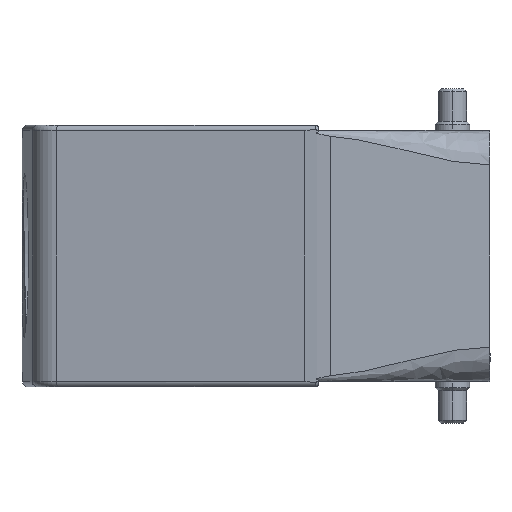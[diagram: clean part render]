
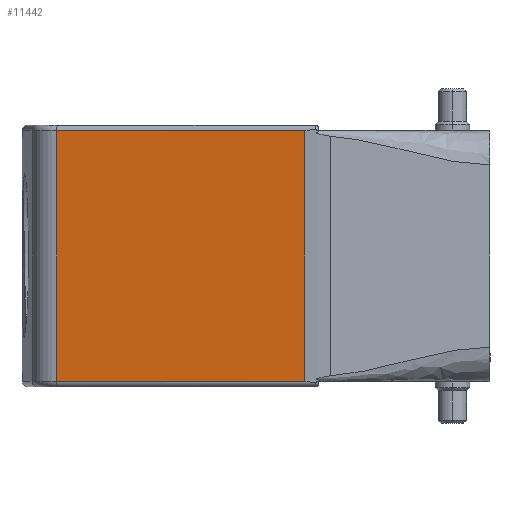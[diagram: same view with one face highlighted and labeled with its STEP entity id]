
A CAD part, left-side view. The second image highlights one B-rep face of the part: STEP entity #11442.
In plain terms, the highlighted planar face has unit normal (-0.989, 0.146, 0).
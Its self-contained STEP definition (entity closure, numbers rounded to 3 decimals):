
#1169 = CARTESIAN_POINT ( 'NONE',  ( -53.582, 74.877, 21.625 ) ) ;
#2369 = EDGE_CURVE ( 'NONE', #7606, #3350, #3134, .T. ) ;
#2426 = FACE_OUTER_BOUND ( 'NONE', #8658, .T. ) ;
#2716 = CARTESIAN_POINT ( 'NONE',  ( -60.25, 29.8, -31.205 ) ) ;
#2823 = AXIS2_PLACEMENT_3D ( 'NONE', #2716, #10177, #3776 ) ;
#3083 = VECTOR ( 'NONE', #13259, 1000. ) ;
#3134 = LINE ( 'NONE', #3199, #11287 ) ;
#3199 = CARTESIAN_POINT ( 'NONE',  ( -53., 78.814, 21.625 ) ) ;
#3328 = CARTESIAN_POINT ( 'NONE',  ( -53.582, 74.877, -21.625 ) ) ;
#3350 = VERTEX_POINT ( 'NONE', #1169 ) ;
#3776 = DIRECTION ( 'NONE',  ( 0.146, 0.989, 0. ) ) ;
#4096 = ORIENTED_EDGE ( 'NONE', *, *, #13422, .T. ) ;
#4611 = VECTOR ( 'NONE', #9597, 1000. ) ;
#4613 = VECTOR ( 'NONE', #5068, 1000. ) ;
#5068 = DIRECTION ( 'NONE',  ( -0.146, -0.989, 0. ) ) ;
#6245 = LINE ( 'NONE', #8986, #3083 ) ;
#6733 = VERTEX_POINT ( 'NONE', #3328 ) ;
#7467 = LINE ( 'NONE', #12508, #4613 ) ;
#7606 = VERTEX_POINT ( 'NONE', #10831 ) ;
#7795 = LINE ( 'NONE', #8529, #4611 ) ;
#7904 = EDGE_CURVE ( 'NONE', #8085, #7606, #6245, .T. ) ;
#8085 = VERTEX_POINT ( 'NONE', #13679 ) ;
#8407 = ORIENTED_EDGE ( 'NONE', *, *, #2369, .T. ) ;
#8529 = CARTESIAN_POINT ( 'NONE',  ( -53.582, 74.877, -31.205 ) ) ;
#8583 = ORIENTED_EDGE ( 'NONE', *, *, #7904, .T. ) ;
#8658 = EDGE_LOOP ( 'NONE', ( #4096, #8583, #8407, #10022 ) ) ;
#8986 = CARTESIAN_POINT ( 'NONE',  ( -59.927, 31.983, -31.205 ) ) ;
#9281 = EDGE_CURVE ( 'NONE', #3350, #6733, #7795, .T. ) ;
#9597 = DIRECTION ( 'NONE',  ( 0., 0., -1. ) ) ;
#10022 = ORIENTED_EDGE ( 'NONE', *, *, #9281, .T. ) ;
#10177 = DIRECTION ( 'NONE',  ( 0.989, -0.146, 0. ) ) ;
#10649 = DIRECTION ( 'NONE',  ( 0.146, 0.989, 0. ) ) ;
#10831 = CARTESIAN_POINT ( 'NONE',  ( -59.927, 31.983, 21.625 ) ) ;
#11287 = VECTOR ( 'NONE', #10649, 1000. ) ;
#11442 = ADVANCED_FACE ( 'NONE', ( #2426 ), #12231, .F. ) ;
#12231 = PLANE ( 'NONE',  #2823 ) ;
#12508 = CARTESIAN_POINT ( 'NONE',  ( -60.25, 29.8, -21.625 ) ) ;
#13259 = DIRECTION ( 'NONE',  ( 0., 0., 1. ) ) ;
#13422 = EDGE_CURVE ( 'NONE', #6733, #8085, #7467, .T. ) ;
#13679 = CARTESIAN_POINT ( 'NONE',  ( -59.927, 31.983, -21.625 ) ) ;
